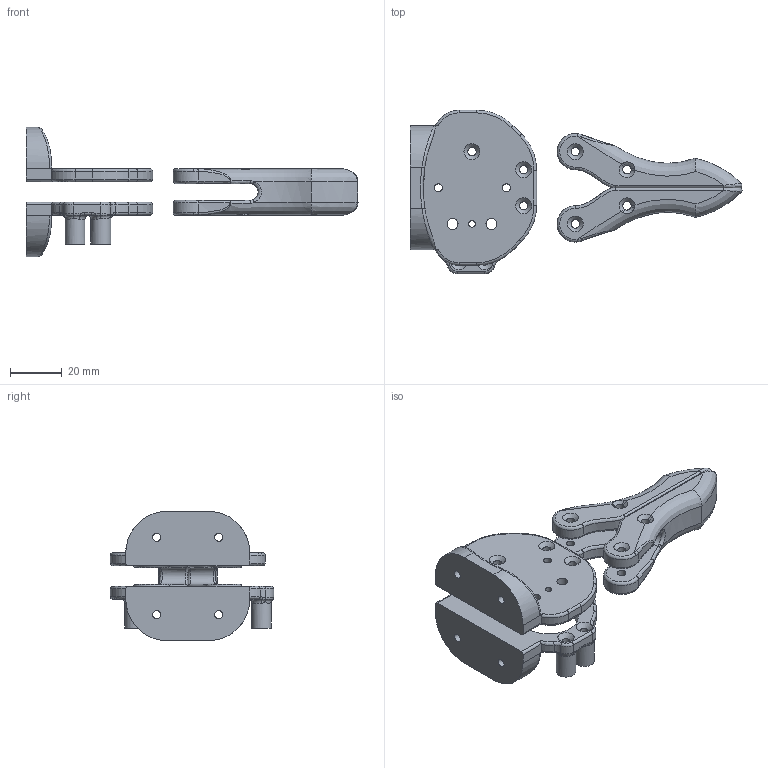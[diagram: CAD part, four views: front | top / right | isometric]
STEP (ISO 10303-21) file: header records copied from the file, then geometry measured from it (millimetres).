
FILE_DESCRIPTION(/* description */ (''),/* implementation_level */ '2;1');
FILE_NAME(/* name */ 'gripper_assembly v6.step',/* time_stamp */ '2025-03-27T15:05:47+03:00',/* author */ (''),/* organization */ (''),/* preprocessor_version */ 'ST-DEVELOPER v20.1',/* originating_system */ 'Autodesk Translation Framework v14.4.0.0',/* authorisation */ '');
FILE_SCHEMA (('AUTOMOTIVE_DESIGN { 1 0 10303 214 3 1 1 }'));
Length unit declared in the file: millimetre
Products named in the file (5): gripper_assembly; Bottom Plate C v1; Top Plate C v1; Gripper Left B v1; Gripper Right B v1
Assembly tree (4 placements, depth 2):
  gripper_assembly
    Bottom Plate C v1
    Top Plate C v1
    Gripper Left B v1
    Gripper Right B v1
Bounding box: 128.54 x 63.25 x 50 mm (x, y, z)
Volume: 53020 mm3; surface area: 26103.6 mm2
Topology: 4 solids, 4 shells, 359 faces, 895 edges, 546 vertices
Faces by surface type: plane 108, cylinder 96, bspline 94, torus 46, cone 11, sphere 4
Full cylindrical faces by diameter (mm): 2.5 x1, 3 x4, 3.1 x4, 3.2 x10, 3.3 x8, 4.2 x2, 6 x2, 7.67 x4, 23 x1
Entity records: 21106 total; most frequent: CARTESIAN_POINT 12772, ORIENTED_EDGE 1784, DIRECTION 1595, EDGE_CURVE 892, AXIS2_PLACEMENT_3D 622, VERTEX_POINT 546, EDGE_LOOP 424, FACE_OUTER_BOUND 359
